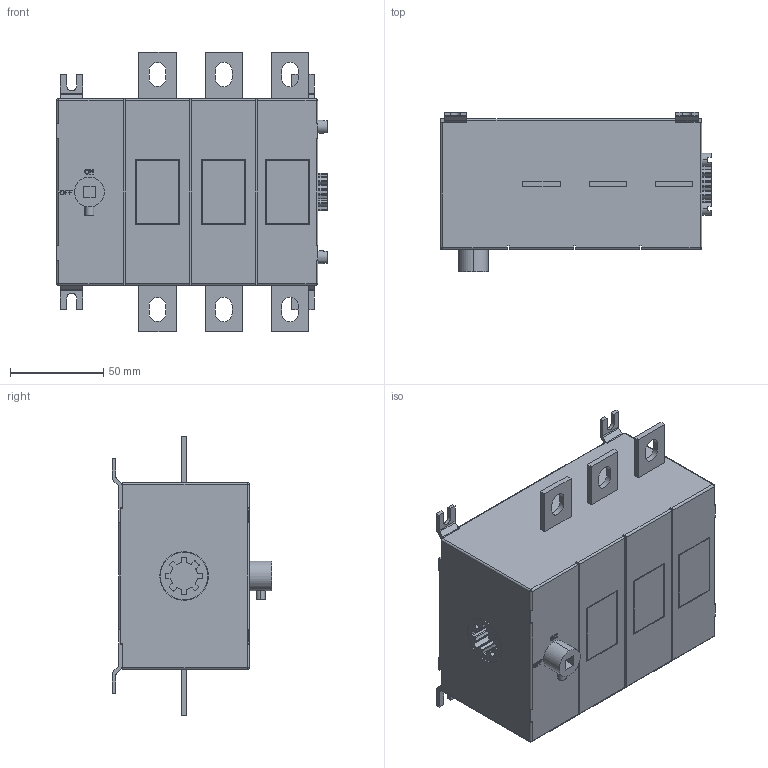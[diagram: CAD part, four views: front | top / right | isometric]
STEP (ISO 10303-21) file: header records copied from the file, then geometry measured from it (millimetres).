
FILE_DESCRIPTION (( 'STEP AP214' ), '1' );
FILE_NAME ('KARAT Âûêë-ðàçúåä. ÂÐÊ áåç ðóêîÿòêè 3P 250À IEK +.STEP', '2026-01-14T09:33:04', ( '' ), ( '' ), 'SwSTEP 2.0', 'SolidWorks 2022', '' );
FILE_SCHEMA (( 'AUTOMOTIVE_DESIGN' ));
Length unit declared in the file: millimetre
Products named in the file (1): KARAT Выкл-разъед. ВРК без рукоятки 3P 250А IEK +
Bounding box: 145 x 85.5 x 150 mm (x, y, z)
Volume: 987992.7 mm3; surface area: 74372.6 mm2
Topology: 1 solids, 1 shells, 471 faces, 1292 edges, 848 vertices
Faces by surface type: plane 260, cylinder 191, bspline 16, sphere 4
Entity records: 16455 total; most frequent: CARTESIAN_POINT 4239, ORIENTED_EDGE 2576, DIRECTION 2528, EDGE_CURVE 1288, VECTOR 864, LINE 864, VERTEX_POINT 848, AXIS2_PLACEMENT_3D 832
